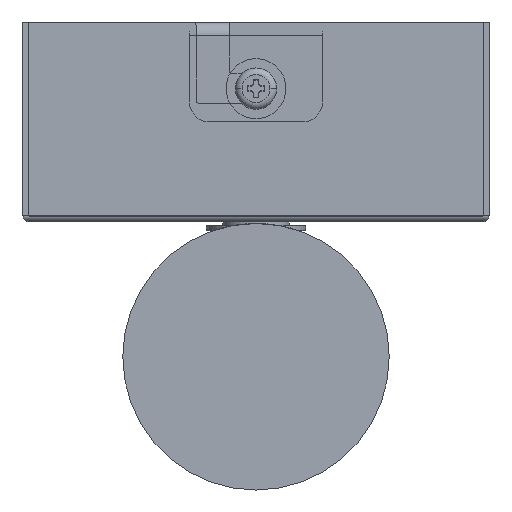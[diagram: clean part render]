
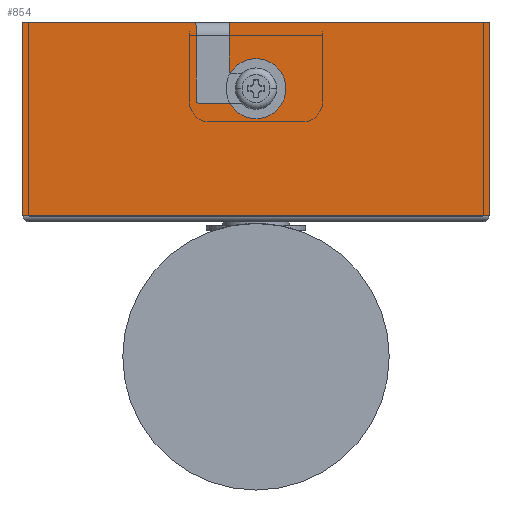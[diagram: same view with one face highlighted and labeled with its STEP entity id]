
A CAD part, left-side view. The second image highlights one B-rep face of the part: STEP entity #854.
In plain terms, the highlighted planar face has unit normal (-1, 0, 0).
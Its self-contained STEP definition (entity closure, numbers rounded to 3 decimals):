
#87=DIRECTION('',(0.,1.,0.));
#88=VECTOR('',#87,6.919);
#89=CARTESIAN_POINT('',(-60.,1.581,17.75));
#90=LINE('',#89,#88);
#91=CARTESIAN_POINT('',(-60.,0.,20.));
#92=DIRECTION('',(1.,0.,0.));
#93=DIRECTION('',(0.,0.575,0.818));
#94=AXIS2_PLACEMENT_3D('',#91,#92,#93);
#96=DIRECTION('',(0.,-1.,0.));
#97=VECTOR('',#96,1.919);
#98=CARTESIAN_POINT('',(-60.,3.5,22.25));
#99=LINE('',#98,#97);
#100=CARTESIAN_POINT('',(-60.,3.5,22.75));
#101=DIRECTION('',(1.,0.,0.));
#102=DIRECTION('',(0.,0.,-1.));
#103=AXIS2_PLACEMENT_3D('',#100,#101,#102);
#105=DIRECTION('',(0.,0.,-1.));
#106=VECTOR('',#105,6.75);
#107=CARTESIAN_POINT('',(-60.,4.,29.5));
#108=LINE('',#107,#106);
#109=CARTESIAN_POINT('',(-60.,3.5,29.5));
#110=DIRECTION('',(1.,0.,0.));
#111=DIRECTION('',(0.,1.,0.));
#112=AXIS2_PLACEMENT_3D('',#109,#110,#111);
#114=DIRECTION('',(0.,1.,0.));
#115=VECTOR('',#114,70.);
#116=CARTESIAN_POINT('',(-60.,-35.,1.));
#117=LINE('',#116,#115);
#118=DIRECTION('',(0.,0.,1.));
#119=VECTOR('',#118,29.);
#120=CARTESIAN_POINT('',(-60.,35.,1.));
#121=LINE('',#120,#119);
#122=CARTESIAN_POINT('',(-60.,9.5,29.5));
#123=DIRECTION('',(1.,0.,0.));
#124=DIRECTION('',(0.,0.,1.));
#125=AXIS2_PLACEMENT_3D('',#122,#123,#124);
#127=DIRECTION('',(0.,0.,1.));
#128=VECTOR('',#127,11.25);
#129=CARTESIAN_POINT('',(-60.,9.,18.25));
#130=LINE('',#129,#128);
#131=CARTESIAN_POINT('',(-60.,8.5,18.25));
#132=DIRECTION('',(1.,0.,0.));
#133=DIRECTION('',(0.,0.,-1.));
#134=AXIS2_PLACEMENT_3D('',#131,#132,#133);
#172=DIRECTION('',(0.,-1.,0.));
#173=VECTOR('',#172,25.5);
#174=CARTESIAN_POINT('',(-60.,35.,30.));
#175=LINE('',#174,#173);
#228=DIRECTION('',(0.,-1.,0.));
#229=VECTOR('',#228,38.5);
#230=CARTESIAN_POINT('',(-60.,3.5,30.));
#231=LINE('',#230,#229);
#303=DIRECTION('',(0.,0.,1.));
#304=VECTOR('',#303,29.);
#305=CARTESIAN_POINT('',(-60.,-35.,1.));
#306=LINE('',#305,#304);
#577=CARTESIAN_POINT('',(-60.,-35.,30.));
#579=VERTEX_POINT('',#577);
#582=CARTESIAN_POINT('',(-60.,35.,30.));
#584=VERTEX_POINT('',#582);
#593=CARTESIAN_POINT('',(-60.,35.,1.));
#594=VERTEX_POINT('',#593);
#597=CARTESIAN_POINT('',(-60.,-35.,1.));
#598=VERTEX_POINT('',#597);
#657=CARTESIAN_POINT('',(-60.,9.5,30.));
#659=VERTEX_POINT('',#657);
#665=CARTESIAN_POINT('',(-60.,3.5,30.));
#667=VERTEX_POINT('',#665);
#673=CARTESIAN_POINT('',(-60.,1.581,17.75));
#674=CARTESIAN_POINT('',(-60.,8.5,17.75));
#675=VERTEX_POINT('',#673);
#676=VERTEX_POINT('',#674);
#677=CARTESIAN_POINT('',(-60.,9.,18.25));
#678=VERTEX_POINT('',#677);
#679=CARTESIAN_POINT('',(-60.,9.,29.5));
#680=VERTEX_POINT('',#679);
#681=CARTESIAN_POINT('',(-60.,4.,29.5));
#682=VERTEX_POINT('',#681);
#683=CARTESIAN_POINT('',(-60.,4.,22.75));
#684=VERTEX_POINT('',#683);
#685=CARTESIAN_POINT('',(-60.,3.5,22.25));
#686=VERTEX_POINT('',#685);
#687=CARTESIAN_POINT('',(-60.,1.581,22.25));
#688=VERTEX_POINT('',#687);
#820=CARTESIAN_POINT('',(-60.,35.,0.));
#821=DIRECTION('',(-1.,0.,0.));
#822=DIRECTION('',(0.,-1.,0.));
#823=AXIS2_PLACEMENT_3D('',#820,#821,#822);
#824=PLANE('',#823);
#826=ORIENTED_EDGE('',*,*,#825,.F.);
#828=ORIENTED_EDGE('',*,*,#827,.F.);
#830=ORIENTED_EDGE('',*,*,#829,.F.);
#832=ORIENTED_EDGE('',*,*,#831,.T.);
#834=ORIENTED_EDGE('',*,*,#833,.F.);
#836=ORIENTED_EDGE('',*,*,#835,.T.);
#838=ORIENTED_EDGE('',*,*,#837,.T.);
#840=ORIENTED_EDGE('',*,*,#839,.F.);
#841=ORIENTED_EDGE('',*,*,#811,.T.);
#843=ORIENTED_EDGE('',*,*,#842,.T.);
#845=ORIENTED_EDGE('',*,*,#844,.T.);
#847=ORIENTED_EDGE('',*,*,#846,.T.);
#849=ORIENTED_EDGE('',*,*,#848,.F.);
#851=ORIENTED_EDGE('',*,*,#850,.F.);
#852=EDGE_LOOP('',(#826,#828,#830,#832,#834,#836,#838,#840,#841,#843,#845,#847,
#849,#851));
#853=FACE_OUTER_BOUND('',#852,.F.);
#95=CIRCLE('',#94,2.75);
#104=CIRCLE('',#103,0.5);
#113=CIRCLE('',#112,0.5);
#126=CIRCLE('',#125,0.5);
#135=CIRCLE('',#134,0.5);
#811=EDGE_CURVE('',#598,#594,#117,.T.);
#825=EDGE_CURVE('',#675,#676,#90,.T.);
#827=EDGE_CURVE('',#688,#675,#95,.T.);
#829=EDGE_CURVE('',#686,#688,#99,.T.);
#831=EDGE_CURVE('',#686,#684,#104,.T.);
#833=EDGE_CURVE('',#682,#684,#108,.T.);
#835=EDGE_CURVE('',#682,#667,#113,.T.);
#837=EDGE_CURVE('',#667,#579,#231,.T.);
#839=EDGE_CURVE('',#598,#579,#306,.T.);
#842=EDGE_CURVE('',#594,#584,#121,.T.);
#844=EDGE_CURVE('',#584,#659,#175,.T.);
#846=EDGE_CURVE('',#659,#680,#126,.T.);
#848=EDGE_CURVE('',#678,#680,#130,.T.);
#850=EDGE_CURVE('',#676,#678,#135,.T.);
#854=ADVANCED_FACE('',(#853),#824,.T.);
